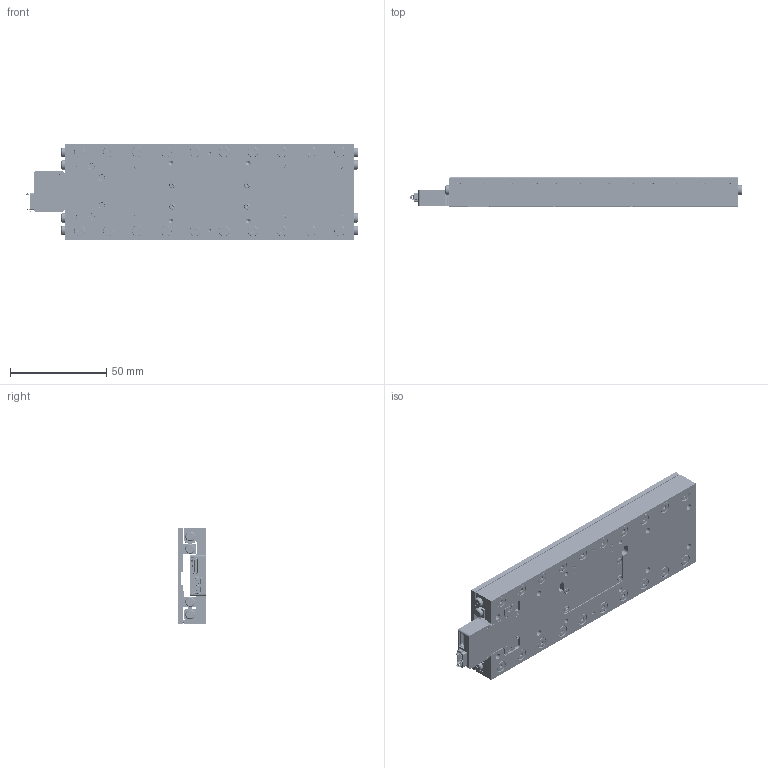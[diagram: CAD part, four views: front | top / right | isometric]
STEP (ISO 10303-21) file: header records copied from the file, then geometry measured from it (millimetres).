
FILE_DESCRIPTION (( 'STEP AP214' ), '1' );
FILE_NAME ('PPS-50-34500-I.STEP', '2023-06-14T22:21:17', ( '' ), ( '' ), 'SwSTEP 2.0', 'SolidWorks 2023', '' );
FILE_SCHEMA (( 'AUTOMOTIVE_DESIGN' ));
Length unit declared in the file: millimetre
Products named in the file (24): SM10B-SURS-TF; PPS-50-34500-I; 410179 Integrated Controller to Faulhaber PCBA_Demo; 92010A783_Passivated 18-8 Stainless Steel Phillips Flat Head Screw (1)_92010A783; SCREW, MS-PPH, M-JCIS_M2 x 0.4 x 3mm; PPS-50 Demo Cavity Cover; SCREW, MS-PPH, M-JCIS_M2.5 x 0.45 x 6mm; DF52-3P-0.8C_3Pin Motor Mating Connector; 410178 Integrated Controller to Faulhaber PCB; g125-mv11005l1_Straight Solder, 10 Pin, Male with Latches; 410178-A Integrated Controller to Faulhaber PCB_Top5; DF52-3S-0.8H_3Pin Motor Connector; SCREW, MS-PPH, M-JCIS_M1.2 x 0.25 x 3mm; 130325 Bearing, Slide Way, NB, SV2000_SV 2150 ; 431753 Integrated Controller, Cover; USB4525-03-A_Mid Mount USB Type C Connector _Reverse Clipped; Cable Connector; 92010A779_MS-PFH, M-DIN, M1.6x0.35x4mm_92010A779; Screw, SHCS-L, M-DIN_M3 x 0.5 x 08mm; PPS-50LM, Carriage_Master Part_150; Cage, Slide Way, NB, SV2000_SV 2150-26Z ; SCREW, MS-PPH, M-JCIS_M1 x 0.25 x 2mm; 431752 Integrated Controller Base; PPS-50LM, Base_Master Part_L150
Assembly tree (76 placements, depth 3):
  PPS-50-34500-I
    PPS-50LM, Base_Master Part_L150
    PPS-50LM, Carriage_Master Part_150
    130325 Bearing, Slide Way, NB, SV2000_SV 2150   x4
    Cage, Slide Way, NB, SV2000_SV 2150-26Z   x2
    SCREW, MS-PPH, M-JCIS_M1.2 x 0.25 x 3mm
    SCREW, MS-PPH, M-JCIS_M2.5 x 0.45 x 6mm  x20
    Screw, SHCS-L, M-DIN_M3 x 0.5 x 08mm  x20
    PPS-50 Demo Cavity Cover
    SCREW, MS-PPH, M-JCIS_M2 x 0.4 x 3mm  x4
    410179 Integrated Controller to Faulhaber PCBA_Demo
      431752 Integrated Controller Base
      431753 Integrated Controller, Cover
      Cable Connector
      DF52-3P-0.8C_3Pin Motor Mating Connector
      SCREW, MS-PPH, M-JCIS_M1 x 0.25 x 2mm  x4
      92010A783_Passivated 18-8 Stainless Steel Phillips Flat Head Screw (1)_92010A783  x4
      410178 Integrated Controller to Faulhaber PCB
      g125-mv11005l1_Straight Solder, 10 Pin, Male with Latches
      USB4525-03-A_Mid Mount USB Type C Connector _Reverse Clipped
      SM10B-SURS-TF
      DF52-3S-0.8H_3Pin Motor Connector
    92010A779_MS-PFH, M-DIN, M1.6x0.35x4mm_92010A779  x4
  410178-A Integrated Controller to Faulhaber PCB_Top5
Bounding box: 172.28 x 15 x 50 mm (x, y, z)
Volume: 77869.5 mm3; surface area: 73266.7 mm2
Topology: 89 solids, 91 shells, 6302 faces, 16172 edges, 10146 vertices
Faces by surface type: plane 2798, cylinder 1792, bspline 816, torus 616, cone 280
Entity records: 167551 total; most frequent: CARTESIAN_POINT 63750, ORIENTED_EDGE 22558, DIRECTION 20297, EDGE_CURVE 11279, AXIS2_PLACEMENT_3D 7186, VERTEX_POINT 7087, LINE 5925, VECTOR 5925
